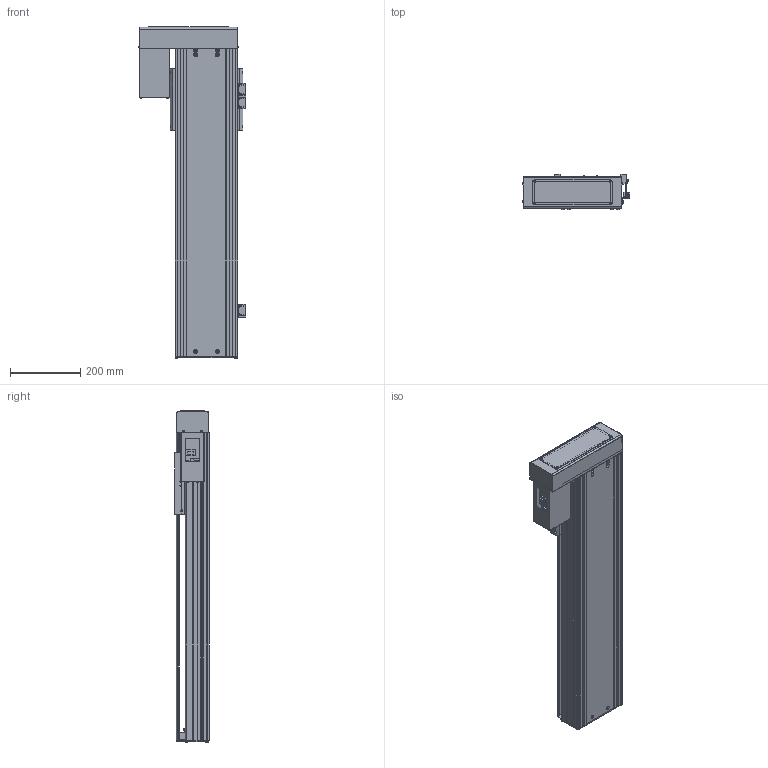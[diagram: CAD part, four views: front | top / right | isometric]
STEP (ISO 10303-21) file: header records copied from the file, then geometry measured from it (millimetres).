
FILE_DESCRIPTION (( 'STEP AP203' ), '1' );
FILE_NAME ('HR180-XX1-PL-600-XX-SR-OF.STEP', '2020-07-31T05:27:24', ( '彌營遵' ), ( '' ), 'SwSTEP 2.0', 'SolidWorks 2013', '' );
FILE_SCHEMA (( 'CONFIG_CONTROL_DESIGN' ));
Length unit declared in the file: millimetre
Products named in the file (33): 180 END COVER; socket head cap screw_ks_KS 1003 - M4 x 10 x 10-N; 180 MOTOR COVER; socket head cap screw_ks_KS 1003 - M3 x 10 x 10-N; 180 lm bolck; 渠蘆 犒餌LM RAIL(SR20W) - X蹴1; pan cross head_ks_KS 1023 PC- M3 x 5-N; SENSOR_2; SENSOR_1; 180 UPPER COVER(P, X蹴)-600; 渠蘆 犒餌180 lm bolck1; hg-kr43_; 180 捍纺屈 BH(绊沥); 180 ballnut; HR180-XX1-PL-600-XX-SR-OF; FRONT PLATE ASSY(PL); LM RAIL(SR20W) - X蹴; 180 bearing cap; 180 SNESOR DOG_1; 180 front plate; 180 damper; HR180 X,Y BASE P-600; spring lock washer_ks_KS 1324 - M3; 180 FPC; HR奢辨 SENSOR BRK; 180 BH(雖雖); HR180_SENSOR DOG(ASSY)_1; 180 煽溺⑽ 唯衛璽; EE-SX-674_ル遽; 180 CARRIER; pan cross head_ks_KS 1023 PC- M4 x 6-N; 180 MOTOR COVER C; socket head cap screw_ks_KS 1003 - M3 x 5 x 5-N
Assembly tree (67 placements, depth 3):
  HR180-XX1-PL-600-XX-SR-OF
    HR180 X,Y BASE P-600
    180 BH(雖雖)
    180 CARRIER
    180 END COVER
    180 lm bolck  x2
    180 UPPER COVER(P, X蹴)-600
    180 ballnut
    180 bearing cap
    180 damper  x2
    SENSOR_1  x2
      HR奢辨 SENSOR BRK
      EE-SX-674_ル遽
      socket head cap screw_ks_KS 1003 - M3 x 5 x 5-N
      socket head cap screw_ks_KS 1003 - M3 x 10 x 10-N
    SENSOR_2
      HR奢辨 SENSOR BRK
      EE-SX-674_ル遽
      socket head cap screw_ks_KS 1003 - M3 x 5 x 5-N  x2
      socket head cap screw_ks_KS 1003 - M3 x 10 x 10-N  x2
    180 捍纺屈 BH(绊沥)
    LM RAIL(SR20W) - X蹴
    HR奢辨 SENSOR BRK  x3
    FRONT PLATE ASSY(PL)
      180 front plate
      180 FPC
      180 煽溺⑽ 唯衛璽
      180 MOTOR COVER C
      180 MOTOR COVER
      pan cross head_ks_KS 1023 PC- M3 x 5-N  x12
      hg-kr43_
    HR180_SENSOR DOG(ASSY)_1
      180 SNESOR DOG_1
      socket head cap screw_ks_KS 1003 - M3 x 5 x 5-N  x2
      spring lock washer_ks_KS 1324 - M3  x2
    pan cross head_ks_KS 1023 PC- M4 x 6-N  x4
    socket head cap screw_ks_KS 1003 - M4 x 10 x 10-N  x4
    渠蘆 犒餌LM RAIL(SR20W) - X蹴1
    渠蘆 犒餌180 lm bolck1  x2
Bounding box: 305.45 x 99 x 946.15 mm (x, y, z)
Volume: 6475329.6 mm3; surface area: 2232557.8 mm2
Topology: 68 solids, 68 shells, 3728 faces, 9460 edges, 5908 vertices
Faces by surface type: plane 1808, cylinder 1255, cone 461, torus 172, sphere 32
Entity records: 72894 total; most frequent: DIRECTION 12371, CARTESIAN_POINT 11886, ORIENTED_EDGE 11284, EDGE_CURVE 5642, AXIS2_PLACEMENT_3D 4472, VERTEX_POINT 3687, LINE 3427, VECTOR 3427
